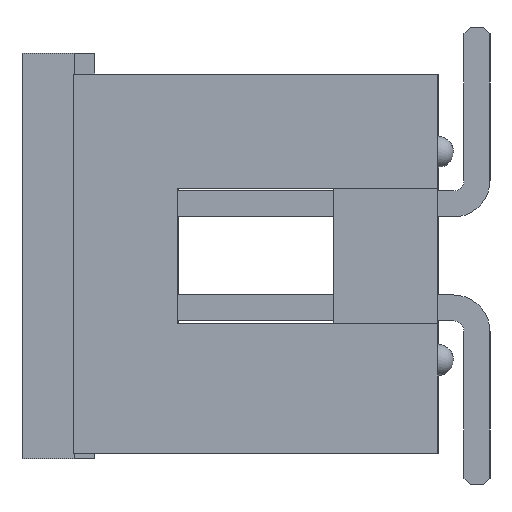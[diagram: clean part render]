
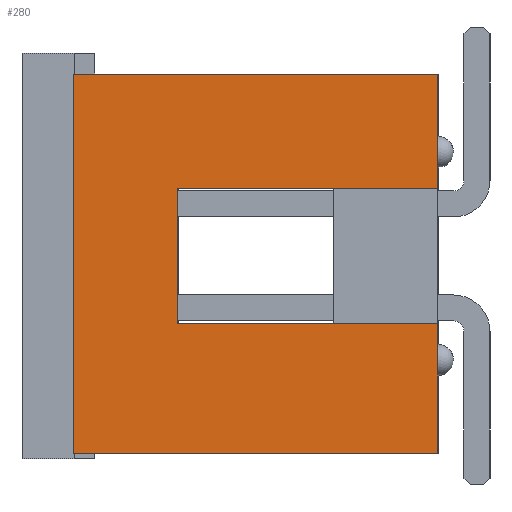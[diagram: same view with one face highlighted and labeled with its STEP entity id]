
A CAD part, left-side view. The second image highlights one B-rep face of the part: STEP entity #280.
In plain terms, the highlighted planar face has unit normal (-1, 0, 0).
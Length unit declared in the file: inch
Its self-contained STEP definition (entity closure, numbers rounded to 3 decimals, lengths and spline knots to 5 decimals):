
#280 = ADVANCED_FACE( '', ( #713 ), #714, .F. );
#713 = FACE_OUTER_BOUND( '', #1502, .T. );
#714 = PLANE( '', #1503 );
#1502 = EDGE_LOOP( '', ( #2544, #2545, #2546, #2547, #2548, #2549, #2550, #2551 ) );
#1503 = AXIS2_PLACEMENT_3D( '', #2552, #2553, #2554 );
#2544 = ORIENTED_EDGE( '', *, *, #5781, .F. );
#2545 = ORIENTED_EDGE( '', *, *, #5764, .F. );
#2546 = ORIENTED_EDGE( '', *, *, #5774, .F. );
#2547 = ORIENTED_EDGE( '', *, *, #5712, .F. );
#2548 = ORIENTED_EDGE( '', *, *, #5757, .T. );
#2549 = ORIENTED_EDGE( '', *, *, #5717, .T. );
#2550 = ORIENTED_EDGE( '', *, *, #5773, .F. );
#2551 = ORIENTED_EDGE( '', *, *, #5783, .F. );
#2552 = CARTESIAN_POINT( '', ( -0.65, 0., 0. ) );
#2553 = DIRECTION( '', ( 1., 0., 0. ) );
#2554 = DIRECTION( '', ( 0., 0., -1. ) );
#5712 = EDGE_CURVE( '', #6892, #6885, #6894, .T. );
#5717 = EDGE_CURVE( '', #6902, #6900, #6903, .T. );
#5757 = EDGE_CURVE( '', #6892, #6902, #6965, .T. );
#5764 = EDGE_CURVE( '', #6973, #6975, #6976, .T. );
#5773 = EDGE_CURVE( '', #6989, #6900, #6991, .T. );
#5774 = EDGE_CURVE( '', #6885, #6973, #6992, .T. );
#5781 = EDGE_CURVE( '', #6975, #6993, #7003, .T. );
#5783 = EDGE_CURVE( '', #6993, #6989, #7005, .T. );
#6885 = VERTEX_POINT( '', #8825 );
#6892 = VERTEX_POINT( '', #8835 );
#6894 = LINE( '', #8838, #8839 );
#6900 = VERTEX_POINT( '', #8848 );
#6902 = VERTEX_POINT( '', #8851 );
#6903 = LINE( '', #8852, #8853 );
#6965 = LINE( '', #8954, #8955 );
#6973 = VERTEX_POINT( '', #8968 );
#6975 = VERTEX_POINT( '', #8971 );
#6976 = LINE( '', #8972, #8973 );
#6989 = VERTEX_POINT( '', #8989 );
#6991 = LINE( '', #8992, #8993 );
#6992 = LINE( '', #8994, #8995 );
#6993 = VERTEX_POINT( '', #8996 );
#7003 = LINE( '', #9012, #9013 );
#7005 = LINE( '', #9016, #9017 );
#8825 = CARTESIAN_POINT( '', ( -0.65, 0., -0.065 ) );
#8835 = CARTESIAN_POINT( '', ( -0.65, 0.25, -0.065 ) );
#8838 = CARTESIAN_POINT( '', ( -0.65, 0.25, -0.065 ) );
#8839 = VECTOR( '', #11708, 39.37008 );
#8848 = CARTESIAN_POINT( '', ( -0.65, 0., 0.065 ) );
#8851 = CARTESIAN_POINT( '', ( -0.65, 0.25, 0.065 ) );
#8852 = CARTESIAN_POINT( '', ( -0.65, 0.25, 0.065 ) );
#8853 = VECTOR( '', #11713, 39.37008 );
#8954 = CARTESIAN_POINT( '', ( -0.65, 0.25, 0. ) );
#8955 = VECTOR( '', #11753, 39.37008 );
#8968 = CARTESIAN_POINT( '', ( -0.65, 0., -0.19 ) );
#8971 = CARTESIAN_POINT( '', ( -0.65, 0.35, -0.19 ) );
#8972 = CARTESIAN_POINT( '', ( -0.65, 0., -0.19 ) );
#8973 = VECTOR( '', #11760, 39.37008 );
#8989 = CARTESIAN_POINT( '', ( -0.65, 0., 0.175 ) );
#8992 = CARTESIAN_POINT( '', ( -0.65, 0., 0.175 ) );
#8993 = VECTOR( '', #11777, 39.37008 );
#8994 = CARTESIAN_POINT( '', ( -0.65, 0., 0.175 ) );
#8995 = VECTOR( '', #11778, 39.37008 );
#8996 = CARTESIAN_POINT( '', ( -0.65, 0.35, 0.175 ) );
#9012 = CARTESIAN_POINT( '', ( -0.65, 0.35, -0.19 ) );
#9013 = VECTOR( '', #11785, 39.37008 );
#9016 = CARTESIAN_POINT( '', ( -0.65, 0.35, 0.175 ) );
#9017 = VECTOR( '', #11787, 39.37008 );
#11708 = DIRECTION( '', ( 0., -1., 0. ) );
#11713 = DIRECTION( '', ( 0., -1., 0. ) );
#11753 = DIRECTION( '', ( 0., 0., 1. ) );
#11760 = DIRECTION( '', ( 0., 1., 0. ) );
#11777 = DIRECTION( '', ( 0., 0., -1. ) );
#11778 = DIRECTION( '', ( 0., 0., -1. ) );
#11785 = DIRECTION( '', ( 0., 0., 1. ) );
#11787 = DIRECTION( '', ( 0., -1., 0. ) );
